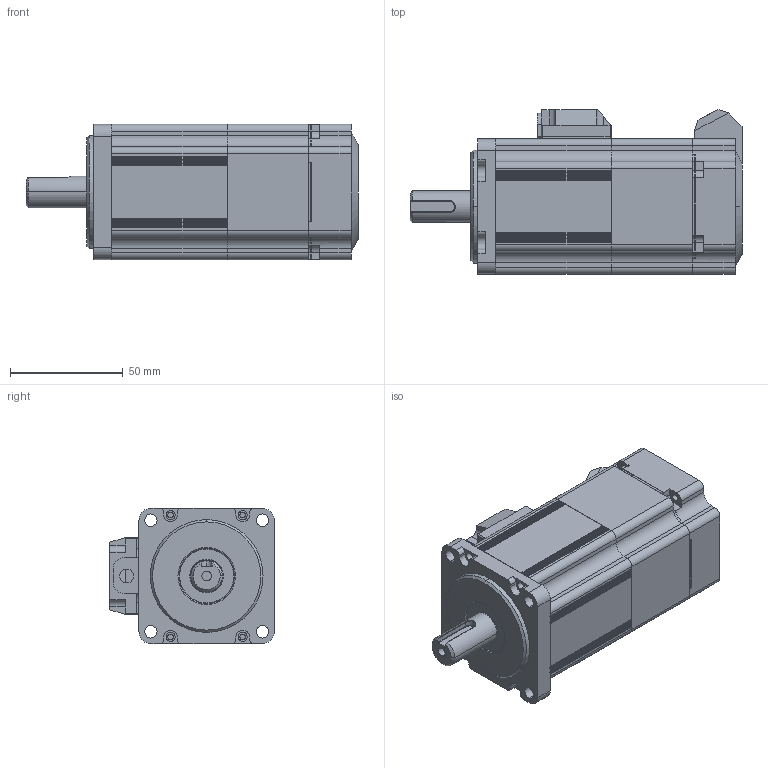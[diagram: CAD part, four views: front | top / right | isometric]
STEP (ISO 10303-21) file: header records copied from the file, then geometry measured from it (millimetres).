
FILE_DESCRIPTION (( 'STEP AP203' ), '1' );
FILE_NAME ('MF3H-60CS,CM30BZ1-502.STEP', '2022-09-22T15:57:00', ( '' ), ( '' ), 'SwSTEP 2.0', 'SolidWorks 2016', '' );
FILE_SCHEMA (( 'CONFIG_CONTROL_DESIGN' ));
Length unit declared in the file: millimetre
Products named in the file (1): MF3H-60CS,CM30BZ1-502
Bounding box: 147.2 x 73 x 60 mm (x, y, z)
Surface area: 47787.4 mm2 (no closed solid volume)
Topology: 0 solids, 11 shells, 421 faces, 1378 edges, 967 vertices
Faces by surface type: cylinder 258, plane 140, cone 12, torus 10, bspline 1
Entity records: 15936 total; most frequent: CARTESIAN_POINT 3297, DIRECTION 2869, ORIENTED_EDGE 2332, EDGE_CURVE 1378, AXIS2_PLACEMENT_3D 1083, VERTEX_POINT 967, LINE 703, VECTOR 703
